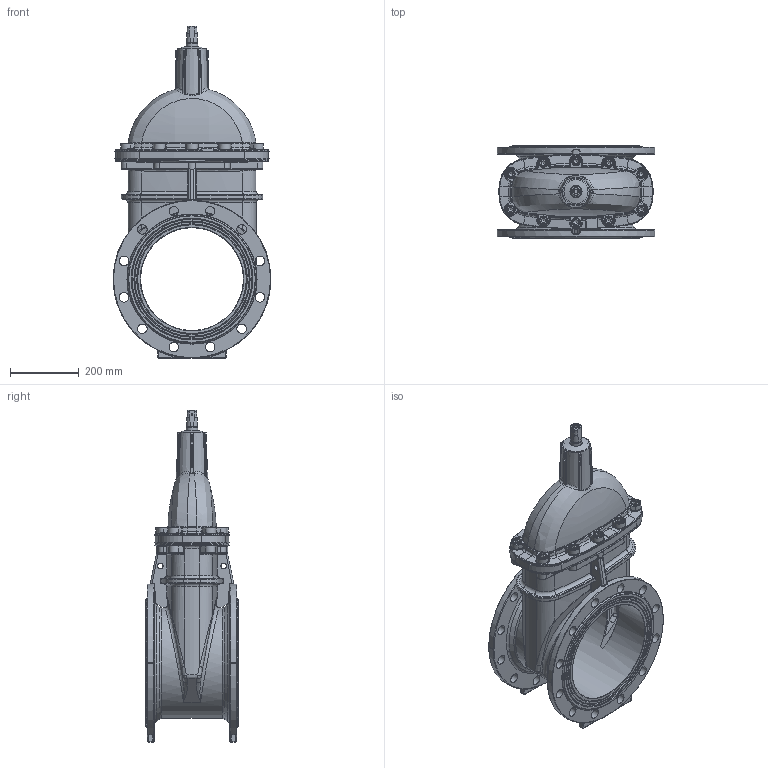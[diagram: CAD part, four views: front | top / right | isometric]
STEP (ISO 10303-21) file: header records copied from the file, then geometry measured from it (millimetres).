
FILE_DESCRIPTION (( 'STEP AP203' ), '1' );
FILE_NAME ('Gate valve DN 300 EU.STEP', '2016-12-15T13:24:44', ( '' ), ( '' ), 'SwSTEP 2.0', 'SolidWorks 2015', '' );
FILE_SCHEMA (( 'CONFIG_CONTROL_DESIGN' ));
Length unit declared in the file: millimetre
Products named in the file (1): Gate valve  DN 300 EU
Bounding box: 460 x 270 x 968 mm (x, y, z)
Surface area: 1435401.8 mm2 (no closed solid volume)
Topology: 0 solids, 20 shells, 1094 faces, 2926 edges, 1764 vertices
Faces by surface type: bspline 403, cylinder 281, plane 206, torus 131, cone 56, sphere 17
Full cylindrical faces by diameter (mm): 5 x2, 10.8 x1, 16 x2, 26 x10, 28 x24, 33 x1, 34 x1, 78 x1, 300 x1
Entity records: 60013 total; most frequent: CARTESIAN_POINT 37128, ORIENTED_EDGE 5080, DIRECTION 4020, EDGE_CURVE 2760, VERTEX_POINT 1721, AXIS2_PLACEMENT_3D 1695, EDGE_LOOP 1266, FACE_OUTER_BOUND 1155
